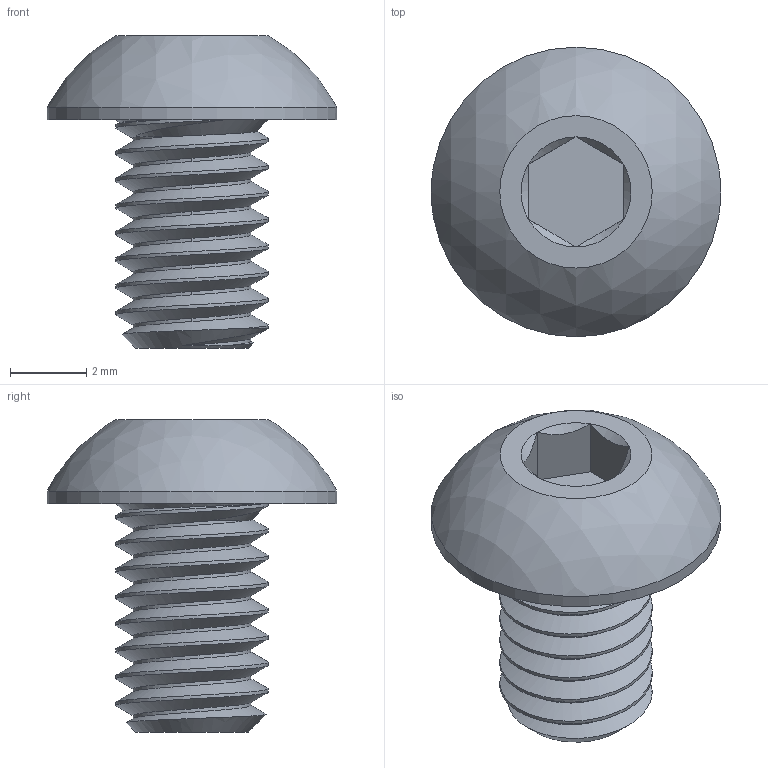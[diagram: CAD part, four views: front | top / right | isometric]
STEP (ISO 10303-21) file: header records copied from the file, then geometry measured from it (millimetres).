
FILE_DESCRIPTION(/* description */ ('STEP AP203'),/* implementation_level */ '2;1');
FILE_NAME(/* name */ 'M4 6mm.step',/* time_stamp */ '2025-11-18T11:13:27-05:00',/* author */ (''),/* organization */ (''),/* preprocessor_version */ 'ST-DEVELOPER v20.1',/* originating_system */ 'Autodesk Translation Framework v14.21.0.0',/* authorisation */ '');
FILE_SCHEMA (('AUTOMOTIVE_DESIGN { 1 0 10303 214 3 1 1 }'));
Length unit declared in the file: millimetre
Products named in the file (1): 92095A188_Button Head Hex Drive Screw
Bounding box: 7.6 x 7.6 x 8.2 mm (x, y, z)
Volume: 123.6 mm3; surface area: 237.4 mm2
Topology: 1 solids, 1 shells, 41 faces, 95 edges, 59 vertices
Faces by surface type: cylinder 19, plane 10, cone 9, bspline 2, sphere 1
Full cylindrical faces by diameter (mm): 3.091 x7, 4 x7, 7.6 x1
Entity records: 2532 total; most frequent: CARTESIAN_POINT 1678, ORIENTED_EDGE 190, DIRECTION 145, EDGE_CURVE 95, VERTEX_POINT 59, AXIS2_PLACEMENT_3D 57, EDGE_LOOP 44, FACE_OUTER_BOUND 41
